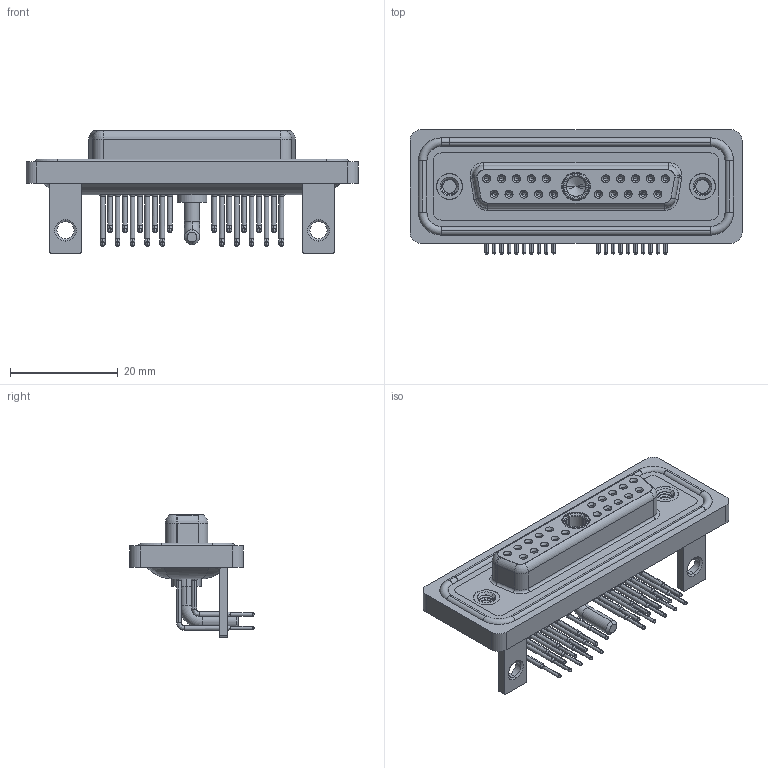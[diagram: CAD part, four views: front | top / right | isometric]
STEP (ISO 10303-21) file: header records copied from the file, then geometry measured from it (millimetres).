
FILE_DESCRIPTION (( 'STEP AP203' ), '1' );
FILE_NAME ('630W21W1340-2NC.STEP', '2024-04-12T02:54:07', ( '' ), ( '' ), 'SwSTEP 2.0', 'SolidWorks 2023', '' );
FILE_SCHEMA (( 'CONFIG_CONTROL_DESIGN' ));
Length unit declared in the file: millimetre
Products named in the file (10): 630Combo Housing_21W1; 630W21W1340-2NC; 630Combo Shell Front_25 Contacts; 630Combo Threaded Rivet_A; 630Combo Waterproof Housing_25 Contacts; 630Combo Shell Rear_25 Contacts; 630Combo Stabilizer Bracket_50 Contacts; Power Socket_20A RA; 630Combo Contact Row 1_50 Contacts; 630Combo Contact Row 2_50 Contacts
Assembly tree (29 placements, depth 2):
  630W21W1340-2NC
    630Combo Housing_21W1
    630Combo Shell Front_25 Contacts
    630Combo Shell Rear_25 Contacts
    630Combo Threaded Rivet_A  x2
    630Combo Stabilizer Bracket_50 Contacts  x2
    Power Socket_20A RA
    630Combo Contact Row 1_50 Contacts  x10
    630Combo Contact Row 2_50 Contacts  x10
    630Combo Waterproof Housing_25 Contacts
Bounding box: 61.75 x 23.12 x 22.8 mm (x, y, z)
Volume: 8864.8 mm3; surface area: 15518.3 mm2
Topology: 31 solids, 31 shells, 1566 faces, 3985 edges, 2515 vertices
Faces by surface type: cylinder 695, plane 454, cone 249, bspline 91, torus 77
Entity records: 27148 total; most frequent: CARTESIAN_POINT 6342, DIRECTION 4353, ORIENTED_EDGE 3810, EDGE_CURVE 1905, AXIS2_PLACEMENT_3D 1787, VERTEX_POINT 1219, CIRCLE 979, EDGE_LOOP 938
